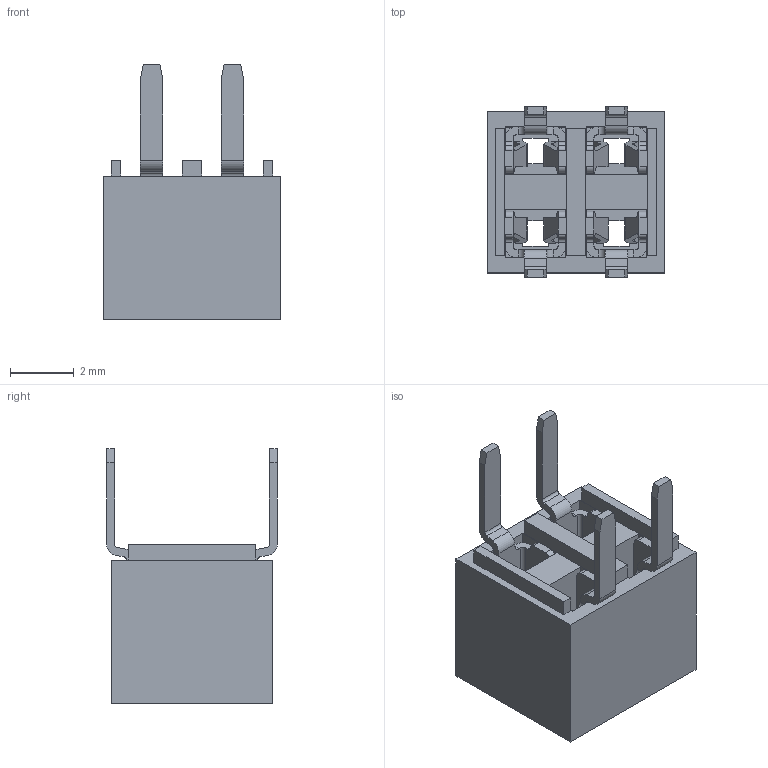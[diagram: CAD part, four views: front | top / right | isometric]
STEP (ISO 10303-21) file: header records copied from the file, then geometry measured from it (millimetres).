
FILE_DESCRIPTION((''),'2;1');
FILE_NAME('PBFF','2023-11-18T',('gain.gao'),(''),'PRO/ENGINEER BY PARAMETRIC TECHNOLOGY CORPORATION, 2015440','PRO/ENGINEER BY PARAMETRIC TECHNOLOGY CORPORATION, 2015440','');
FILE_SCHEMA(('AUTOMOTIVE_DESIGN { 1 0 10303 214 1 1 1 1 }'));
Length unit declared in the file: millimetre
Products named in the file (1): PBFF
Bounding box: 5.58 x 5.36 x 8 mm (x, y, z)
Volume: 94.1 mm3; surface area: 359.3 mm2
Topology: 1 solids, 1 shells, 357 faces, 1100 edges, 736 vertices
Faces by surface type: plane 225, cylinder 132
Entity records: 16516 total; most frequent: CARTESIAN_POINT 2623, ORIENTED_EDGE 2200, DIRECTION 1942, PRESENTATION_STYLE_ASSIGNMENT 1153, STYLED_ITEM 1101, CURVE_STYLE 1100, EDGE_CURVE 1100, VECTOR 780
